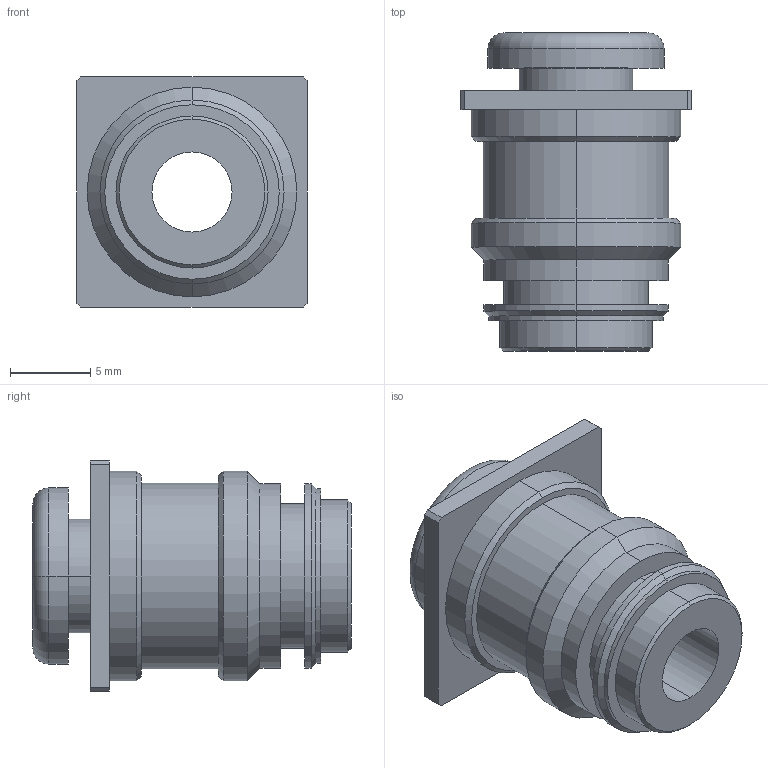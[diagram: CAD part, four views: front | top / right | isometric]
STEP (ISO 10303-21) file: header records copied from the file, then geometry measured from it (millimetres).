
FILE_DESCRIPTION (( 'STEP AP203' ), '1' );
FILE_NAME ('PAL-PC14.STEP', '2023-05-18T11:09:47', ( '' ), ( '' ), 'SwSTEP 2.0', 'SolidWorks 2021', '' );
FILE_SCHEMA (( 'CONFIG_CONTROL_DESIGN' ));
Length unit declared in the file: millimetre
Products named in the file (1): PAL-PC14
Bounding box: 14.4 x 19.88 x 14.4 mm (x, y, z)
Volume: 1599.1 mm3; surface area: 1888.1 mm2
Topology: 2 solids, 2 shells, 58 faces, 122 edges, 76 vertices
Faces by surface type: cylinder 30, plane 16, cone 10, torus 2
Entity records: 1651 total; most frequent: DIRECTION 310, CARTESIAN_POINT 257, ORIENTED_EDGE 244, AXIS2_PLACEMENT_3D 129, EDGE_CURVE 122, VERTEX_POINT 76, CIRCLE 70, EDGE_LOOP 70
